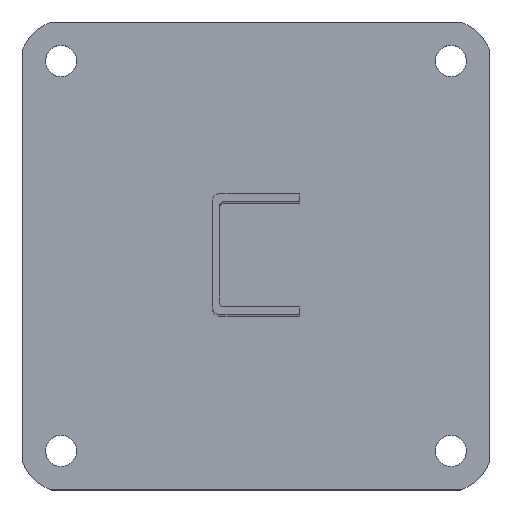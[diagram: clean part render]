
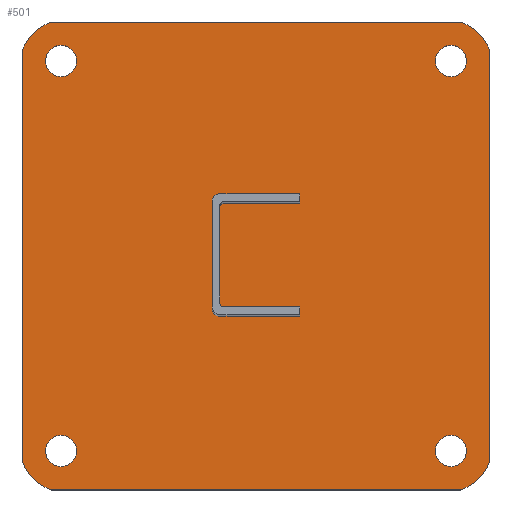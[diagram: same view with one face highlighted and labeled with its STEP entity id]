
A CAD part, top view. The second image highlights one B-rep face of the part: STEP entity #501.
In plain terms, the highlighted planar face has unit normal (0, 0, 1).
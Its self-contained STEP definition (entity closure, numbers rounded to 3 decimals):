
#3 = FACE_BOUND ( 'NONE', #1163, .T. ) ;
#9 = CARTESIAN_POINT ( 'NONE',  ( -124.903, 112.325, 4. ) ) ;
#23 = CARTESIAN_POINT ( 'NONE',  ( -116.903, 112.325, 4. ) ) ;
#54 = CARTESIAN_POINT ( 'NONE',  ( 83.097, -87.675, 4. ) ) ;
#67 = DIRECTION ( 'NONE',  ( 0., 0., 1. ) ) ;
#103 = DIRECTION ( 'NONE',  ( 0., 0., 1. ) ) ;
#106 = CARTESIAN_POINT ( 'NONE',  ( -124.903, -87.675, 4. ) ) ;
#110 = VERTEX_POINT ( 'NONE', #1267 ) ;
#117 = ORIENTED_EDGE ( 'NONE', *, *, #927, .F. ) ;
#137 = VECTOR ( 'NONE', #493, 1000. ) ;
#166 = EDGE_CURVE ( 'NONE', #1118, #110, #1283, .T. ) ;
#178 = CIRCLE ( 'NONE', #1540, 8. ) ;
#230 = CIRCLE ( 'NONE', #1245, 8. ) ;
#232 = CARTESIAN_POINT ( 'NONE',  ( 103.097, 117.22, 4. ) ) ;
#240 = VERTEX_POINT ( 'NONE', #1737 ) ;
#257 = DIRECTION ( 'NONE',  ( 1., 0., 0. ) ) ;
#258 = ORIENTED_EDGE ( 'NONE', *, *, #1646, .T. ) ;
#268 = EDGE_LOOP ( 'NONE', ( #1299, #831 ) ) ;
#272 = VERTEX_POINT ( 'NONE', #454 ) ;
#329 = EDGE_CURVE ( 'NONE', #350, #240, #230, .T. ) ;
#350 = VERTEX_POINT ( 'NONE', #1504 ) ;
#353 = CARTESIAN_POINT ( 'NONE',  ( 79.562, 108.789, 4. ) ) ;
#359 = CARTESIAN_POINT ( 'NONE',  ( 91.097, 112.325, 4. ) ) ;
#382 = CARTESIAN_POINT ( 'NONE',  ( -136.903, 132.325, 4. ) ) ;
#393 = ORIENTED_EDGE ( 'NONE', *, *, #1360, .T. ) ;
#397 = AXIS2_PLACEMENT_3D ( 'NONE', #1827, #1213, #1031 ) ;
#441 = AXIS2_PLACEMENT_3D ( 'NONE', #353, #515, #1555 ) ;
#448 = DIRECTION ( 'NONE',  ( 1., 0., 0. ) ) ;
#454 = CARTESIAN_POINT ( 'NONE',  ( 75.097, 112.325, 4. ) ) ;
#460 = CARTESIAN_POINT ( 'NONE',  ( 103.097, 132.325, 4. ) ) ;
#461 = EDGE_CURVE ( 'NONE', #1204, #1491, #1724, .T. ) ;
#488 = EDGE_CURVE ( 'NONE', #1223, #784, #1807, .T. ) ;
#491 = DIRECTION ( 'NONE',  ( 1., 0., 0. ) ) ;
#493 = DIRECTION ( 'NONE',  ( 0., 1., 0. ) ) ;
#501 = ADVANCED_FACE ( 'NONE', ( #899, #3, #1184, #1860, #1560 ), #1102, .T. ) ;
#515 = DIRECTION ( 'NONE',  ( 0., 0., 1. ) ) ;
#519 = CARTESIAN_POINT ( 'NONE',  ( -113.367, -84.14, 4. ) ) ;
#531 = DIRECTION ( 'NONE',  ( 1., 0., 0. ) ) ;
#567 = DIRECTION ( 'NONE',  ( 0., 0., 1. ) ) ;
#582 = CARTESIAN_POINT ( 'NONE',  ( -121.798, 132.325, 4. ) ) ;
#594 = ORIENTED_EDGE ( 'NONE', *, *, #598, .F. ) ;
#598 = EDGE_CURVE ( 'NONE', #1154, #719, #703, .T. ) ;
#601 = CARTESIAN_POINT ( 'NONE',  ( -108.903, 112.325, 4. ) ) ;
#623 = DIRECTION ( 'NONE',  ( 1., 0., 0. ) ) ;
#634 = VERTEX_POINT ( 'NONE', #359 ) ;
#662 = AXIS2_PLACEMENT_3D ( 'NONE', #1484, #103, #257 ) ;
#674 = CARTESIAN_POINT ( 'NONE',  ( 103.097, -92.57, 4. ) ) ;
#695 = DIRECTION ( 'NONE',  ( -1., 0., 0. ) ) ;
#698 = LINE ( 'NONE', #956, #1796 ) ;
#699 = ORIENTED_EDGE ( 'NONE', *, *, #1228, .T. ) ;
#703 = CIRCLE ( 'NONE', #1042, 8. ) ;
#719 = VERTEX_POINT ( 'NONE', #601 ) ;
#739 = CIRCLE ( 'NONE', #1441, 8. ) ;
#752 = CARTESIAN_POINT ( 'NONE',  ( -136.903, 117.22, 4. ) ) ;
#776 = AXIS2_PLACEMENT_3D ( 'NONE', #858, #567, #1162 ) ;
#784 = VERTEX_POINT ( 'NONE', #582 ) ;
#816 = DIRECTION ( 'NONE',  ( 1., 0., 0. ) ) ;
#831 = ORIENTED_EDGE ( 'NONE', *, *, #1015, .F. ) ;
#854 = VERTEX_POINT ( 'NONE', #1521 ) ;
#858 = CARTESIAN_POINT ( 'NONE',  ( 83.097, 112.325, 4. ) ) ;
#864 = EDGE_CURVE ( 'NONE', #272, #634, #1669, .T. ) ;
#896 = ORIENTED_EDGE ( 'NONE', *, *, #1937, .T. ) ;
#899 = FACE_BOUND ( 'NONE', #268, .T. ) ;
#913 = ORIENTED_EDGE ( 'NONE', *, *, #1892, .F. ) ;
#927 = EDGE_CURVE ( 'NONE', #719, #1154, #178, .T. ) ;
#937 = DIRECTION ( 'NONE',  ( 0., 0., 1. ) ) ;
#944 = CIRCLE ( 'NONE', #1182, 8. ) ;
#950 = EDGE_LOOP ( 'NONE', ( #1714, #258, #1764, #896, #997, #393, #913, #699 ) ) ;
#955 = ORIENTED_EDGE ( 'NONE', *, *, #1842, .F. ) ;
#956 = CARTESIAN_POINT ( 'NONE',  ( -136.903, -107.675, 4. ) ) ;
#980 = CARTESIAN_POINT ( 'NONE',  ( -116.903, -87.675, 4. ) ) ;
#986 = ORIENTED_EDGE ( 'NONE', *, *, #864, .F. ) ;
#996 = DIRECTION ( 'NONE',  ( 1., 0., 0. ) ) ;
#997 = ORIENTED_EDGE ( 'NONE', *, *, #1324, .T. ) ;
#1003 = VECTOR ( 'NONE', #1047, 1000. ) ;
#1009 = CARTESIAN_POINT ( 'NONE',  ( -116.903, 112.325, 4. ) ) ;
#1015 = EDGE_CURVE ( 'NONE', #110, #1118, #944, .T. ) ;
#1031 = DIRECTION ( 'NONE',  ( 1., 0., 0. ) ) ;
#1038 = AXIS2_PLACEMENT_3D ( 'NONE', #1321, #67, #695 ) ;
#1042 = AXIS2_PLACEMENT_3D ( 'NONE', #23, #937, #491 ) ;
#1047 = DIRECTION ( 'NONE',  ( -1., 0., 0. ) ) ;
#1054 = VERTEX_POINT ( 'NONE', #674 ) ;
#1082 = CARTESIAN_POINT ( 'NONE',  ( 87.993, 132.325, 4. ) ) ;
#1084 = EDGE_LOOP ( 'NONE', ( #1310, #1108 ) ) ;
#1102 = PLANE ( 'NONE',  #1938 ) ;
#1108 = ORIENTED_EDGE ( 'NONE', *, *, #329, .F. ) ;
#1116 = DIRECTION ( 'NONE',  ( 0., 0., 1. ) ) ;
#1118 = VERTEX_POINT ( 'NONE', #106 ) ;
#1143 = CARTESIAN_POINT ( 'NONE',  ( 103.097, 132.325, 4. ) ) ;
#1154 = VERTEX_POINT ( 'NONE', #9 ) ;
#1162 = DIRECTION ( 'NONE',  ( 1., 0., 0. ) ) ;
#1163 = EDGE_LOOP ( 'NONE', ( #594, #117 ) ) ;
#1170 = DIRECTION ( 'NONE',  ( 0., 0., 1. ) ) ;
#1182 = AXIS2_PLACEMENT_3D ( 'NONE', #980, #1793, #448 ) ;
#1184 = FACE_BOUND ( 'NONE', #1762, .T. ) ;
#1204 = VERTEX_POINT ( 'NONE', #1712 ) ;
#1213 = DIRECTION ( 'NONE',  ( 0., 0., 1. ) ) ;
#1223 = VERTEX_POINT ( 'NONE', #1082 ) ;
#1228 = EDGE_CURVE ( 'NONE', #1903, #1223, #1679, .T. ) ;
#1245 = AXIS2_PLACEMENT_3D ( 'NONE', #1522, #1970, #623 ) ;
#1267 = CARTESIAN_POINT ( 'NONE',  ( -108.903, -87.675, 4. ) ) ;
#1274 = CARTESIAN_POINT ( 'NONE',  ( 83.097, 112.325, 4. ) ) ;
#1278 = CIRCLE ( 'NONE', #1720, 8. ) ;
#1283 = CIRCLE ( 'NONE', #397, 8. ) ;
#1299 = ORIENTED_EDGE ( 'NONE', *, *, #166, .F. ) ;
#1310 = ORIENTED_EDGE ( 'NONE', *, *, #1915, .F. ) ;
#1321 = CARTESIAN_POINT ( 'NONE',  ( -113.367, 108.789, 4. ) ) ;
#1324 = EDGE_CURVE ( 'NONE', #854, #1461, #698, .T. ) ;
#1349 = CARTESIAN_POINT ( 'NONE',  ( 87.993, -107.675, 4. ) ) ;
#1360 = EDGE_CURVE ( 'NONE', #1461, #1054, #1420, .T. ) ;
#1416 = DIRECTION ( 'NONE',  ( 1., 0., 0. ) ) ;
#1420 = CIRCLE ( 'NONE', #662, 25. ) ;
#1441 = AXIS2_PLACEMENT_3D ( 'NONE', #1274, #1586, #1467 ) ;
#1461 = VERTEX_POINT ( 'NONE', #1349 ) ;
#1467 = DIRECTION ( 'NONE',  ( 1., 0., 0. ) ) ;
#1484 = CARTESIAN_POINT ( 'NONE',  ( 79.562, -84.14, 4. ) ) ;
#1491 = VERTEX_POINT ( 'NONE', #752 ) ;
#1504 = CARTESIAN_POINT ( 'NONE',  ( 91.097, -87.675, 4. ) ) ;
#1521 = CARTESIAN_POINT ( 'NONE',  ( -121.798, -107.675, 4. ) ) ;
#1522 = CARTESIAN_POINT ( 'NONE',  ( 83.097, -87.675, 4. ) ) ;
#1534 = DIRECTION ( 'NONE',  ( -1., 0., 0. ) ) ;
#1540 = AXIS2_PLACEMENT_3D ( 'NONE', #1009, #1962, #996 ) ;
#1555 = DIRECTION ( 'NONE',  ( 1., 0., 0. ) ) ;
#1560 = FACE_OUTER_BOUND ( 'NONE', #950, .T. ) ;
#1577 = CARTESIAN_POINT ( 'NONE',  ( -136.903, -107.675, 4. ) ) ;
#1586 = DIRECTION ( 'NONE',  ( 0., 0., 1. ) ) ;
#1602 = DIRECTION ( 'NONE',  ( 0., -1., 0. ) ) ;
#1646 = EDGE_CURVE ( 'NONE', #784, #1491, #1741, .T. ) ;
#1669 = CIRCLE ( 'NONE', #776, 8. ) ;
#1679 = CIRCLE ( 'NONE', #441, 25. ) ;
#1712 = CARTESIAN_POINT ( 'NONE',  ( -136.903, -92.57, 4. ) ) ;
#1714 = ORIENTED_EDGE ( 'NONE', *, *, #488, .T. ) ;
#1720 = AXIS2_PLACEMENT_3D ( 'NONE', #54, #1729, #816 ) ;
#1724 = LINE ( 'NONE', #1577, #137 ) ;
#1729 = DIRECTION ( 'NONE',  ( 0., 0., 1. ) ) ;
#1737 = CARTESIAN_POINT ( 'NONE',  ( 75.097, -87.675, 4. ) ) ;
#1741 = CIRCLE ( 'NONE', #1038, 25. ) ;
#1745 = VECTOR ( 'NONE', #1602, 1000. ) ;
#1762 = EDGE_LOOP ( 'NONE', ( #986, #955 ) ) ;
#1764 = ORIENTED_EDGE ( 'NONE', *, *, #461, .F. ) ;
#1781 = CIRCLE ( 'NONE', #1843, 25. ) ;
#1793 = DIRECTION ( 'NONE',  ( 0., 0., 1. ) ) ;
#1796 = VECTOR ( 'NONE', #531, 1000. ) ;
#1807 = LINE ( 'NONE', #460, #1003 ) ;
#1827 = CARTESIAN_POINT ( 'NONE',  ( -116.903, -87.675, 4. ) ) ;
#1842 = EDGE_CURVE ( 'NONE', #634, #272, #739, .T. ) ;
#1843 = AXIS2_PLACEMENT_3D ( 'NONE', #519, #1116, #1534 ) ;
#1860 = FACE_BOUND ( 'NONE', #1084, .T. ) ;
#1892 = EDGE_CURVE ( 'NONE', #1903, #1054, #1911, .T. ) ;
#1903 = VERTEX_POINT ( 'NONE', #232 ) ;
#1911 = LINE ( 'NONE', #1143, #1745 ) ;
#1915 = EDGE_CURVE ( 'NONE', #240, #350, #1278, .T. ) ;
#1937 = EDGE_CURVE ( 'NONE', #1204, #854, #1781, .T. ) ;
#1938 = AXIS2_PLACEMENT_3D ( 'NONE', #382, #1170, #1416 ) ;
#1962 = DIRECTION ( 'NONE',  ( 0., 0., 1. ) ) ;
#1970 = DIRECTION ( 'NONE',  ( 0., 0., 1. ) ) ;
